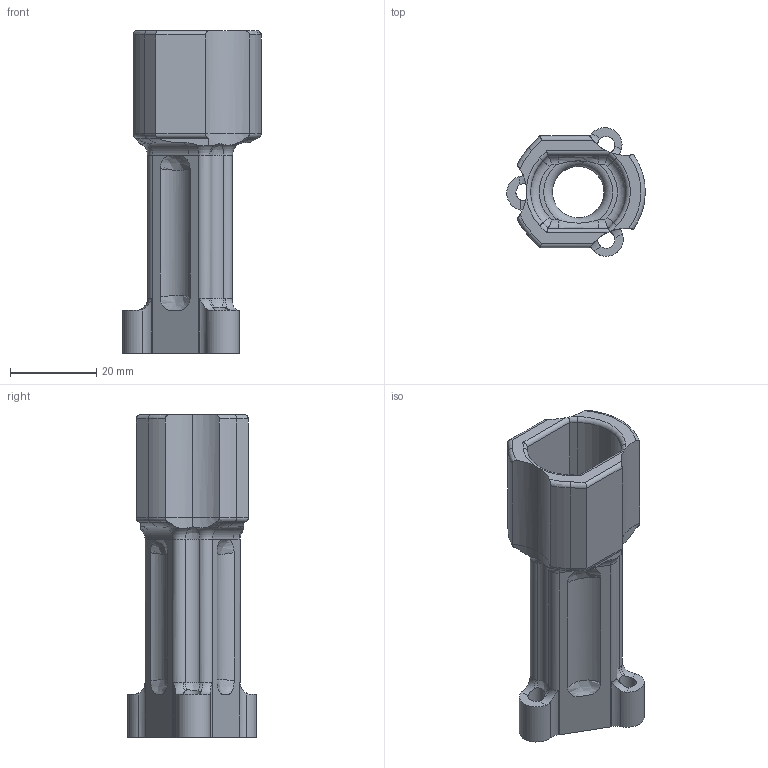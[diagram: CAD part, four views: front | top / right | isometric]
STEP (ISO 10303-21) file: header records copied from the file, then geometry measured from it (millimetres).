
FILE_DESCRIPTION(('FreeCAD Model'),'2;1');
FILE_NAME('Open CASCADE Shape Model','2024-06-10T14:36:53',('Author'),( ''),'Open CASCADE STEP processor 7.6','FreeCAD','Unknown');
FILE_SCHEMA(('AUTOMOTIVE_DESIGN { 1 0 10303 214 1 1 1 1 }'));
Length unit declared in the file: millimetre
Products named in the file (1): Stirring Mount with accessible screws
Bounding box: 32.22 x 29.88 x 75 mm (x, y, z)
Volume: 18463.2 mm3; surface area: 11723.2 mm2
Topology: 2 solids, 2 shells, 163 faces, 439 edges, 278 vertices
Faces by surface type: cylinder 70, plane 33, torus 33, bspline 27
Full cylindrical faces by diameter (mm): 4 x3, 12 x2
Entity records: 9071 total; most frequent: CARTESIAN_POINT 4036, ORIENTED_EDGE 878, DIRECTION 775, EDGE_CURVE 439, AXIS2_PLACEMENT_3D 320, VERTEX_POINT 278, FACE_BOUND 173, EDGE_LOOP 173
